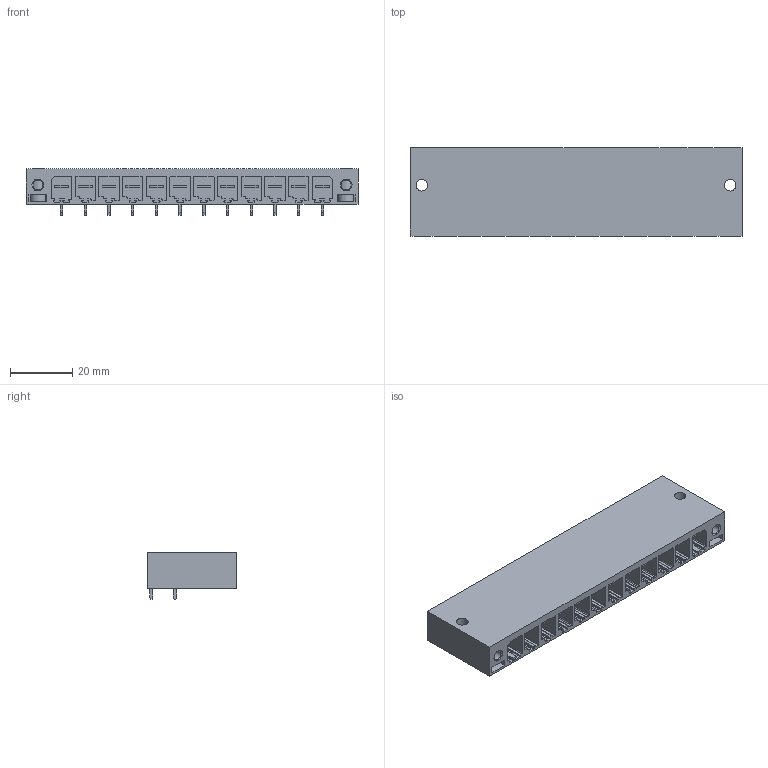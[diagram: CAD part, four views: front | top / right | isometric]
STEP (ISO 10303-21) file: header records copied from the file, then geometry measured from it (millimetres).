
FILE_DESCRIPTION(('CATIA V5 STEP Exchange','CAx-IF Rec.Pracs.--- Model Styling and Organization---1.2---2011-12-15'),'2;1');
FILE_NAME ('D1459452_0_1931470000_1931470000.stp','2018-11-30T13:38:50+00:00',('none'),('Weidmueller'),'CATIA Version 5-6 Release 2014','CATIA V5 STEP AP214','none');
FILE_SCHEMA(('AUTOMOTIVE_DESIGN { 1 0 10303 214 1 1 1 1 }'));
Length unit declared in the file: millimetre
Products named in the file (1): 1931470000
Bounding box: 106.68 x 28.3 x 14.9 mm (x, y, z)
Volume: 24033.4 mm3; surface area: 21490.1 mm2
Topology: 13 solids, 13 shells, 916 faces, 2608 edges, 1722 vertices
Faces by surface type: plane 728, cylinder 184, cone 4
Entity records: 27092 total; most frequent: ORIENTED_EDGE 5216, CARTESIAN_POINT 4798, DIRECTION 3542, EDGE_CURVE 2608, VECTOR 2236, LINE 2236, VERTEX_POINT 1722, EDGE_LOOP 956
